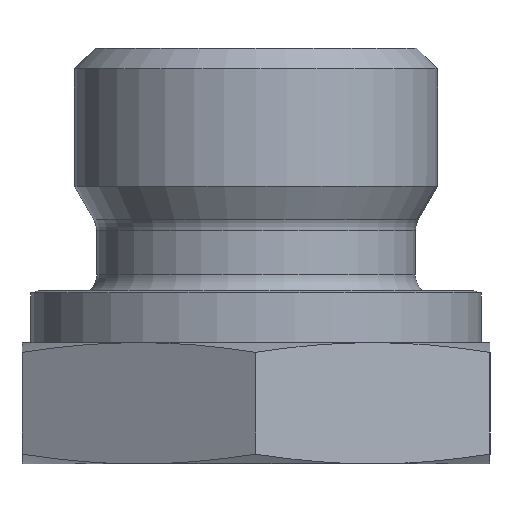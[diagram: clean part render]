
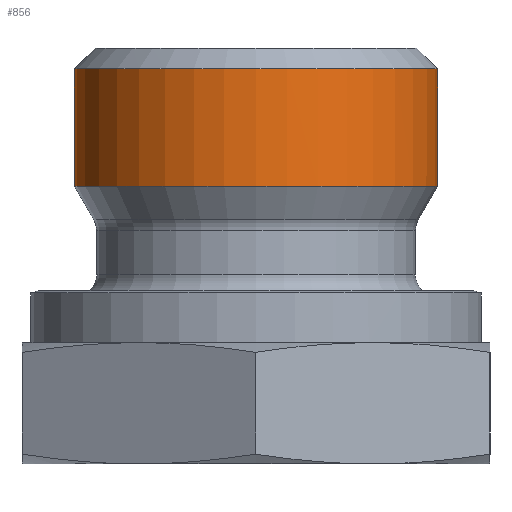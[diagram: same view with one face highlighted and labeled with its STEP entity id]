
A CAD part, front view. The second image highlights one B-rep face of the part: STEP entity #856.
In plain terms, the highlighted cylindrical face has radius 10.477 mm (diameter 20.955 mm), a full revolution.
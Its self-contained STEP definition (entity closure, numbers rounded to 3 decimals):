
#822=CARTESIAN_POINT('',(10.477,0.,22.8));
#823=VERTEX_POINT('',#822);
#824=CARTESIAN_POINT('',(0.0,0.0,22.8));
#825=DIRECTION('',(0.0,0.0,1.0));
#826=DIRECTION('',(-1.0,0.0,0.0));
#827=AXIS2_PLACEMENT_3D('',#824,#825,#826);
#828=CIRCLE('',#827,10.477);
#829=EDGE_CURVE('',#823,#823,#828,.T.);
#837=CARTESIAN_POINT('',(0.0,0.0,24.));
#838=DIRECTION('',(0.0,0.0,-1.0));
#839=DIRECTION('',(-1.0,0.0,0.0));
#840=AXIS2_PLACEMENT_3D('',#837,#838,#839);
#841=CYLINDRICAL_SURFACE('',#840,10.477);
#842=CARTESIAN_POINT('',(-9.068,5.248,16.013));
#843=VERTEX_POINT('',#842);
#844=CARTESIAN_POINT('',(0.0,0.0,16.013));
#845=DIRECTION('',(0.0,0.0,1.0));
#846=DIRECTION('',(-1.0,0.0,0.0));
#847=AXIS2_PLACEMENT_3D('',#844,#845,#846);
#848=CIRCLE('',#847,10.477);
#849=EDGE_CURVE('',#843,#843,#848,.T.);
#850=ORIENTED_EDGE('',*,*,#849,.T.);
#851=EDGE_LOOP('',(#850));
#852=FACE_OUTER_BOUND('',#851,.T.);
#853=ORIENTED_EDGE('',*,*,#829,.F.);
#854=EDGE_LOOP('',(#853));
#855=FACE_BOUND('',#854,.T.);
#856=ADVANCED_FACE('',(#852,#855),#841,.T.);
